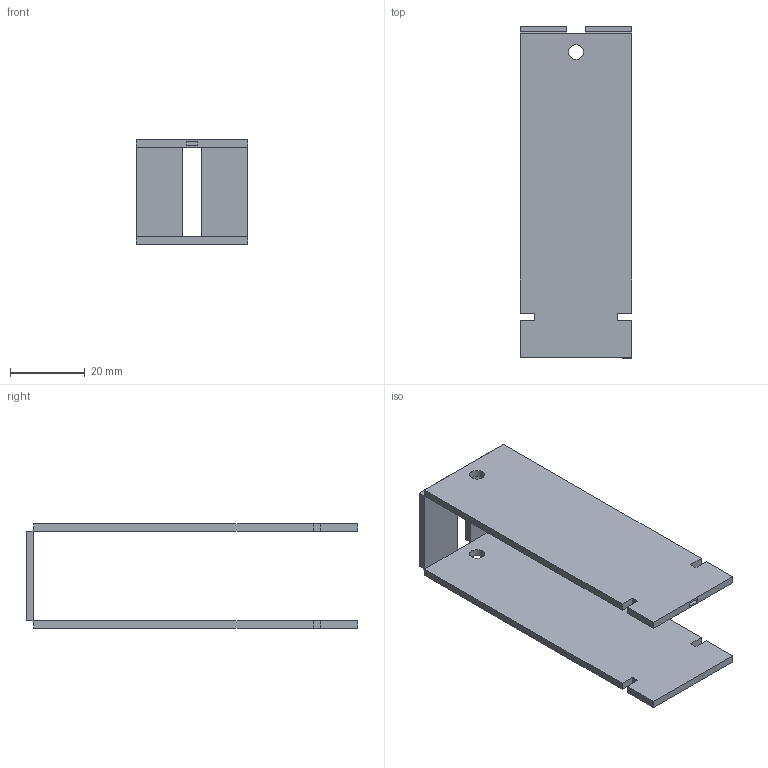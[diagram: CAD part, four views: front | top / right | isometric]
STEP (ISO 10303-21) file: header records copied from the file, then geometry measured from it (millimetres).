
FILE_DESCRIPTION(/* description */ (''),/* implementation_level */ '2;1');
FILE_NAME(/* name */ 'PDW_2021_inner_folded_ipt_1868c3ce.STEP',/* time_stamp */ '2020-11-20T00:34:54+00:00',/* author */ ('Daniel'),/* organization */ (''),/* preprocessor_version */ 'ST-DEVELOPER v18.1',/* originating_system */ 'Autodesk Inventor 2021',/* authorisation */ '');
FILE_SCHEMA (('AUTOMOTIVE_DESIGN { 1 0 10303 214 3 1 1 }'));
Length unit declared in the file: millimetre
Products named in the file (1): PDW_2021_inner_folded
Bounding box: 30 x 89 x 28 mm (x, y, z)
Volume: 11517 mm3; surface area: 12894.4 mm2
Topology: 1 solids, 1 shells, 47 faces, 134 edges, 88 vertices
Faces by surface type: plane 45, cylinder 2
Full cylindrical faces by diameter (mm): 4 x2
Entity records: 1553 total; most frequent: CARTESIAN_POINT 270, ORIENTED_EDGE 268, DIRECTION 234, EDGE_CURVE 134, LINE 130, VECTOR 130, VERTEX_POINT 88, EDGE_LOOP 52
